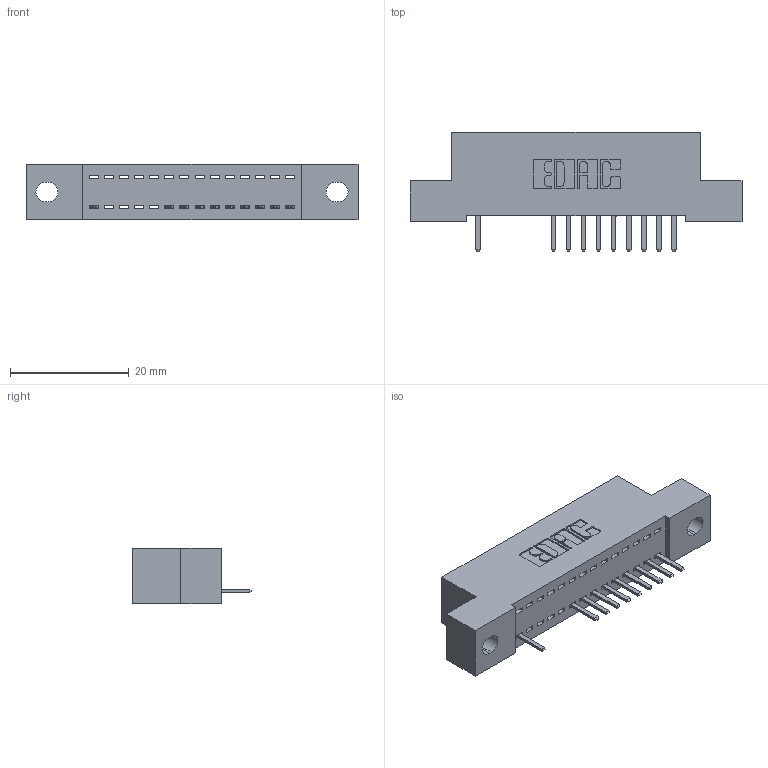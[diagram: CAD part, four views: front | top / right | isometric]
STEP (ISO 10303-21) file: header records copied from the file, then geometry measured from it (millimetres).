
FILE_DESCRIPTION (( 'STEP AP203' ), '1' );
FILE_NAME ('392-014-520-102.STEP', '2018-08-14T23:22:00', ( '' ), ( '' ), 'SwSTEP 2.0', 'SolidWorks 2016', '' );
FILE_SCHEMA (( 'CONFIG_CONTROL_DESIGN' ));
Length unit declared in the file: inch
Products named in the file (3): 342 Part_.128 Slot; 345-292-001_345-293-120; 392-014-520-102
Assembly tree (11 placements, depth 2):
  392-014-520-102
    342 Part_.128 Slot
    345-292-001_345-293-120  x10
Bounding box: 55.88 x 20.02 x 9.4 mm (x, y, z)
Volume: 4669.8 mm3; surface area: 5765.1 mm2
Topology: 11 solids, 11 shells, 782 faces, 2319 edges, 1518 vertices
Faces by surface type: plane 558, cylinder 224
Entity records: 12169 total; most frequent: CARTESIAN_POINT 2140, ORIENTED_EDGE 2082, DIRECTION 1845, EDGE_CURVE 1041, VECTOR 909, LINE 909, VERTEX_POINT 690, AXIS2_PLACEMENT_3D 468
